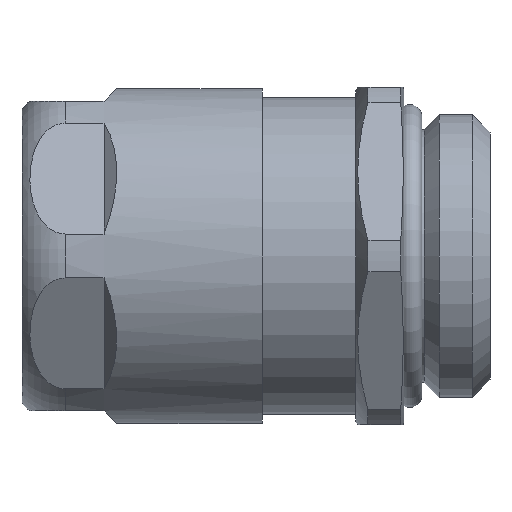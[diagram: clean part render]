
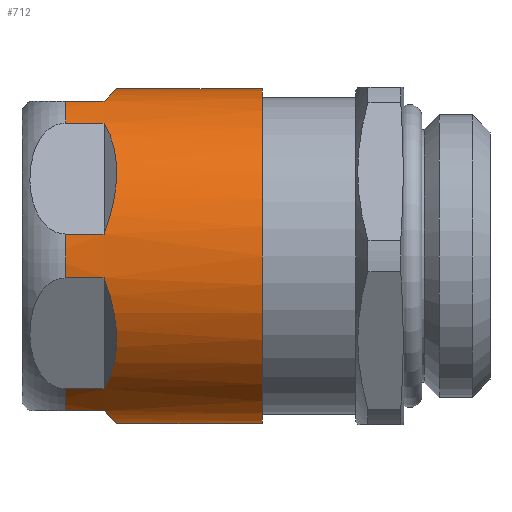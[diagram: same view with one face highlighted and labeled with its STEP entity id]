
A CAD part, left-side view. The second image highlights one B-rep face of the part: STEP entity #712.
In plain terms, the highlighted cylindrical face has radius 11.85 mm (diameter 23.7 mm), a full revolution.
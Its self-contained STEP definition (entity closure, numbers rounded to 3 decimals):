
#58=LINE('',#1211,#88);
#59=LINE('',#1213,#89);
#60=LINE('',#1216,#90);
#61=LINE('',#1218,#91);
#62=LINE('',#1221,#92);
#63=LINE('',#1223,#93);
#64=LINE('',#1226,#94);
#65=LINE('',#1228,#95);
#66=LINE('',#1231,#96);
#67=LINE('',#1233,#97);
#68=LINE('',#1236,#98);
#69=LINE('',#1237,#99);
#88=VECTOR('',#882,1000.);
#89=VECTOR('',#883,1000.);
#90=VECTOR('',#886,1000.);
#91=VECTOR('',#887,1000.);
#92=VECTOR('',#890,1000.);
#93=VECTOR('',#891,1000.);
#94=VECTOR('',#894,1000.);
#95=VECTOR('',#895,1000.);
#96=VECTOR('',#898,1000.);
#97=VECTOR('',#899,1000.);
#98=VECTOR('',#902,1000.);
#99=VECTOR('',#903,1000.);
#118=ELLIPSE('',#776,16.758,11.85);
#119=ELLIPSE('',#777,16.758,11.85);
#120=ELLIPSE('',#778,16.758,11.85);
#121=ELLIPSE('',#779,16.758,11.85);
#122=ELLIPSE('',#780,16.758,11.85);
#123=ELLIPSE('',#781,16.758,11.85);
#124=CYLINDRICAL_SURFACE('',#775,11.85);
#145=FACE_BOUND('',#216,.T.);
#167=FACE_OUTER_BOUND('',#215,.T.);
#215=EDGE_LOOP('',(#492,#493,#494,#495,#496,#497,#498,#499,#500,#501,#502,
#503,#504,#505,#506,#507,#508,#509,#510,#511,#512,#513,#514,#515));
#216=EDGE_LOOP('',(#516));
#282=CIRCLE('',#769,11.85);
#283=CIRCLE('',#770,11.85);
#284=CIRCLE('',#771,11.85);
#285=CIRCLE('',#772,11.85);
#286=CIRCLE('',#773,11.85);
#287=CIRCLE('',#774,11.85);
#288=CIRCLE('',#782,11.85);
#320=VERTEX_POINT('',#1075);
#321=VERTEX_POINT('',#1076);
#322=VERTEX_POINT('',#1078);
#323=VERTEX_POINT('',#1098);
#324=VERTEX_POINT('',#1100);
#325=VERTEX_POINT('',#1120);
#326=VERTEX_POINT('',#1122);
#327=VERTEX_POINT('',#1142);
#328=VERTEX_POINT('',#1144);
#329=VERTEX_POINT('',#1164);
#330=VERTEX_POINT('',#1166);
#331=VERTEX_POINT('',#1186);
#332=VERTEX_POINT('',#1208);
#333=VERTEX_POINT('',#1209);
#334=VERTEX_POINT('',#1212);
#335=VERTEX_POINT('',#1214);
#336=VERTEX_POINT('',#1217);
#337=VERTEX_POINT('',#1219);
#338=VERTEX_POINT('',#1222);
#339=VERTEX_POINT('',#1224);
#340=VERTEX_POINT('',#1227);
#341=VERTEX_POINT('',#1229);
#342=VERTEX_POINT('',#1232);
#343=VERTEX_POINT('',#1234);
#344=VERTEX_POINT('',#1238);
#388=EDGE_CURVE('',#320,#321,#282,.T.);
#390=EDGE_CURVE('',#323,#322,#283,.T.);
#392=EDGE_CURVE('',#325,#324,#284,.T.);
#394=EDGE_CURVE('',#327,#326,#285,.T.);
#396=EDGE_CURVE('',#329,#328,#286,.T.);
#398=EDGE_CURVE('',#331,#330,#287,.T.);
#400=EDGE_CURVE('',#332,#333,#118,.T.);
#401=EDGE_CURVE('',#332,#323,#58,.T.);
#402=EDGE_CURVE('',#322,#334,#59,.T.);
#403=EDGE_CURVE('',#335,#334,#119,.T.);
#404=EDGE_CURVE('',#335,#320,#60,.T.);
#405=EDGE_CURVE('',#321,#336,#61,.T.);
#406=EDGE_CURVE('',#337,#336,#120,.T.);
#407=EDGE_CURVE('',#337,#331,#62,.T.);
#408=EDGE_CURVE('',#330,#338,#63,.T.);
#409=EDGE_CURVE('',#339,#338,#121,.T.);
#410=EDGE_CURVE('',#339,#329,#64,.T.);
#411=EDGE_CURVE('',#328,#340,#65,.T.);
#412=EDGE_CURVE('',#341,#340,#122,.T.);
#413=EDGE_CURVE('',#341,#327,#66,.T.);
#414=EDGE_CURVE('',#326,#342,#67,.T.);
#415=EDGE_CURVE('',#343,#342,#123,.T.);
#416=EDGE_CURVE('',#343,#325,#68,.T.);
#417=EDGE_CURVE('',#324,#333,#69,.T.);
#418=EDGE_CURVE('',#344,#344,#288,.T.);
#492=ORIENTED_EDGE('',*,*,#400,.F.);
#493=ORIENTED_EDGE('',*,*,#401,.T.);
#494=ORIENTED_EDGE('',*,*,#390,.T.);
#495=ORIENTED_EDGE('',*,*,#402,.T.);
#496=ORIENTED_EDGE('',*,*,#403,.F.);
#497=ORIENTED_EDGE('',*,*,#404,.T.);
#498=ORIENTED_EDGE('',*,*,#388,.T.);
#499=ORIENTED_EDGE('',*,*,#405,.T.);
#500=ORIENTED_EDGE('',*,*,#406,.F.);
#501=ORIENTED_EDGE('',*,*,#407,.T.);
#502=ORIENTED_EDGE('',*,*,#398,.T.);
#503=ORIENTED_EDGE('',*,*,#408,.T.);
#504=ORIENTED_EDGE('',*,*,#409,.F.);
#505=ORIENTED_EDGE('',*,*,#410,.T.);
#506=ORIENTED_EDGE('',*,*,#396,.T.);
#507=ORIENTED_EDGE('',*,*,#411,.T.);
#508=ORIENTED_EDGE('',*,*,#412,.F.);
#509=ORIENTED_EDGE('',*,*,#413,.T.);
#510=ORIENTED_EDGE('',*,*,#394,.T.);
#511=ORIENTED_EDGE('',*,*,#414,.T.);
#512=ORIENTED_EDGE('',*,*,#415,.F.);
#513=ORIENTED_EDGE('',*,*,#416,.T.);
#514=ORIENTED_EDGE('',*,*,#392,.T.);
#515=ORIENTED_EDGE('',*,*,#417,.T.);
#516=ORIENTED_EDGE('',*,*,#418,.F.);
#712=ADVANCED_FACE('',(#167,#145),#124,.T.);
#769=AXIS2_PLACEMENT_3D('',#1077,#866,#867);
#770=AXIS2_PLACEMENT_3D('',#1099,#868,#869);
#771=AXIS2_PLACEMENT_3D('',#1121,#870,#871);
#772=AXIS2_PLACEMENT_3D('',#1143,#872,#873);
#773=AXIS2_PLACEMENT_3D('',#1165,#874,#875);
#774=AXIS2_PLACEMENT_3D('',#1187,#876,#877);
#775=AXIS2_PLACEMENT_3D('',#1207,#878,#879);
#776=AXIS2_PLACEMENT_3D('',#1210,#880,#881);
#777=AXIS2_PLACEMENT_3D('',#1215,#884,#885);
#778=AXIS2_PLACEMENT_3D('',#1220,#888,#889);
#779=AXIS2_PLACEMENT_3D('',#1225,#892,#893);
#780=AXIS2_PLACEMENT_3D('',#1230,#896,#897);
#781=AXIS2_PLACEMENT_3D('',#1235,#900,#901);
#782=AXIS2_PLACEMENT_3D('',#1239,#904,#905);
#866=DIRECTION('center_axis',(0.,-1.,0.));
#867=DIRECTION('ref_axis',(1.,0.,0.));
#868=DIRECTION('center_axis',(0.,-1.,0.));
#869=DIRECTION('ref_axis',(1.,0.,0.));
#870=DIRECTION('center_axis',(0.,-1.,0.));
#871=DIRECTION('ref_axis',(1.,0.,0.));
#872=DIRECTION('center_axis',(0.,-1.,0.));
#873=DIRECTION('ref_axis',(1.,0.,0.));
#874=DIRECTION('center_axis',(0.,-1.,0.));
#875=DIRECTION('ref_axis',(1.,0.,0.));
#876=DIRECTION('center_axis',(0.,-1.,0.));
#877=DIRECTION('ref_axis',(1.,0.,0.));
#878=DIRECTION('center_axis',(0.,-1.,0.));
#879=DIRECTION('ref_axis',(0.,0.,-1.));
#880=DIRECTION('center_axis',(0.,0.707,-0.707));
#881=DIRECTION('ref_axis',(0.,0.707,0.707));
#882=DIRECTION('',(0.,1.,0.));
#883=DIRECTION('',(0.,-1.,0.));
#884=DIRECTION('center_axis',(0.612,0.707,-0.354));
#885=DIRECTION('ref_axis',(0.612,-0.707,-0.354));
#886=DIRECTION('',(0.,1.,0.));
#887=DIRECTION('',(0.,-1.,0.));
#888=DIRECTION('center_axis',(0.612,0.707,0.354));
#889=DIRECTION('ref_axis',(0.612,-0.707,0.354));
#890=DIRECTION('',(0.,1.,0.));
#891=DIRECTION('',(0.,-1.,0.));
#892=DIRECTION('center_axis',(0.,0.707,0.707));
#893=DIRECTION('ref_axis',(0.,-0.707,0.707));
#894=DIRECTION('',(0.,1.,0.));
#895=DIRECTION('',(0.,-1.,0.));
#896=DIRECTION('center_axis',(-0.612,0.707,0.354));
#897=DIRECTION('ref_axis',(0.612,0.707,-0.354));
#898=DIRECTION('',(0.,1.,0.));
#899=DIRECTION('',(0.,-1.,0.));
#900=DIRECTION('center_axis',(-0.612,0.707,-0.354));
#901=DIRECTION('ref_axis',(0.612,0.707,0.354));
#902=DIRECTION('',(0.,1.,0.));
#903=DIRECTION('',(0.,-1.,0.));
#904=DIRECTION('center_axis',(0.,-1.,0.));
#905=DIRECTION('ref_axis',(1.,0.,0.));
#1075=CARTESIAN_POINT('',(11.748,30.018,-1.552));
#1076=CARTESIAN_POINT('',(11.748,30.018,1.552));
#1077=CARTESIAN_POINT('Origin',(0.,30.018,0.));
#1078=CARTESIAN_POINT('',(7.218,30.018,-9.398));
#1098=CARTESIAN_POINT('',(4.53,30.018,-10.95));
#1099=CARTESIAN_POINT('Origin',(0.,30.018,0.));
#1100=CARTESIAN_POINT('',(-4.53,30.018,-10.95));
#1120=CARTESIAN_POINT('',(-7.218,30.018,-9.398));
#1121=CARTESIAN_POINT('Origin',(0.,30.018,0.));
#1122=CARTESIAN_POINT('',(-11.748,30.018,-1.552));
#1142=CARTESIAN_POINT('',(-11.748,30.018,1.552));
#1143=CARTESIAN_POINT('Origin',(0.,30.018,0.));
#1144=CARTESIAN_POINT('',(-7.218,30.018,9.398));
#1164=CARTESIAN_POINT('',(-4.53,30.018,10.95));
#1165=CARTESIAN_POINT('Origin',(0.,30.018,0.));
#1166=CARTESIAN_POINT('',(4.53,30.018,10.95));
#1186=CARTESIAN_POINT('',(7.218,30.018,9.398));
#1187=CARTESIAN_POINT('Origin',(0.,30.018,0.));
#1207=CARTESIAN_POINT('Origin',(0.,0.,0.));
#1208=CARTESIAN_POINT('',(4.53,27.3,-10.95));
#1209=CARTESIAN_POINT('',(-4.53,27.3,-10.95));
#1210=CARTESIAN_POINT('Origin',(0.,38.25,
0.));
#1211=CARTESIAN_POINT('',(4.53,16.1,-10.95));
#1212=CARTESIAN_POINT('',(7.218,27.3,-9.398));
#1213=CARTESIAN_POINT('',(7.218,16.1,-9.398));
#1214=CARTESIAN_POINT('',(11.748,27.3,-1.552));
#1215=CARTESIAN_POINT('Origin',(0.,38.25,
0.));
#1216=CARTESIAN_POINT('',(11.748,16.1,-1.552));
#1217=CARTESIAN_POINT('',(11.748,27.3,1.552));
#1218=CARTESIAN_POINT('',(11.748,16.1,1.552));
#1219=CARTESIAN_POINT('',(7.218,27.3,9.398));
#1220=CARTESIAN_POINT('Origin',(0.,38.25,
0.));
#1221=CARTESIAN_POINT('',(7.218,16.1,9.398));
#1222=CARTESIAN_POINT('',(4.53,27.3,10.95));
#1223=CARTESIAN_POINT('',(4.53,16.1,10.95));
#1224=CARTESIAN_POINT('',(-4.53,27.3,10.95));
#1225=CARTESIAN_POINT('Origin',(0.,38.25,0.));
#1226=CARTESIAN_POINT('',(-4.53,16.1,10.95));
#1227=CARTESIAN_POINT('',(-7.218,27.3,9.398));
#1228=CARTESIAN_POINT('',(-7.218,16.1,9.398));
#1229=CARTESIAN_POINT('',(-11.748,27.3,1.552));
#1230=CARTESIAN_POINT('Origin',(0.,38.25,
0.));
#1231=CARTESIAN_POINT('',(-11.748,16.1,1.552));
#1232=CARTESIAN_POINT('',(-11.748,27.3,-1.552));
#1233=CARTESIAN_POINT('',(-11.748,16.1,-1.552));
#1234=CARTESIAN_POINT('',(-7.218,27.3,-9.398));
#1235=CARTESIAN_POINT('Origin',(0.,38.25,
0.));
#1236=CARTESIAN_POINT('',(-7.218,16.1,-9.398));
#1237=CARTESIAN_POINT('',(-4.53,16.1,-10.95));
#1238=CARTESIAN_POINT('',(0.,16.1,-11.85));
#1239=CARTESIAN_POINT('Origin',(0.,16.1,0.));
